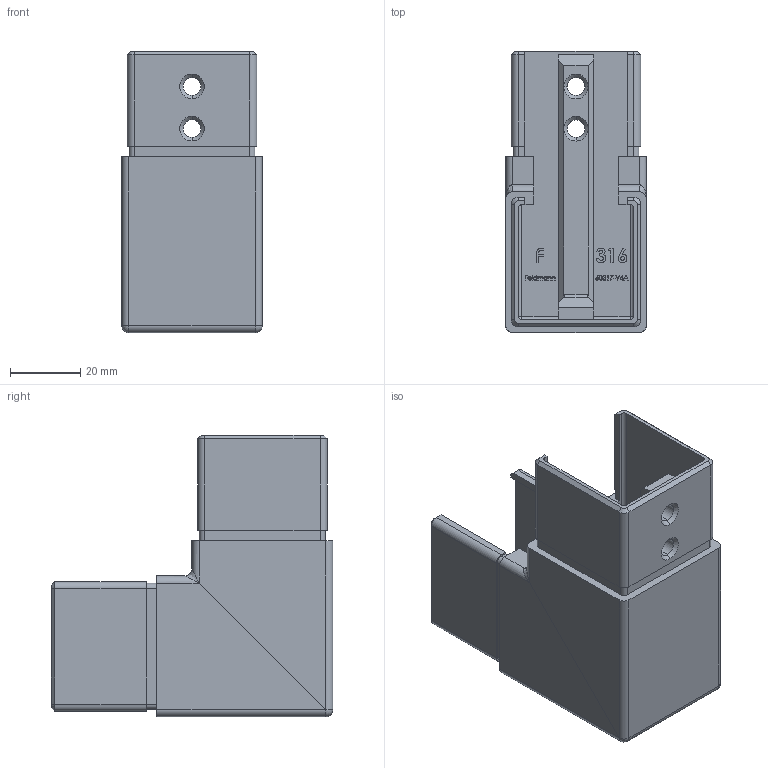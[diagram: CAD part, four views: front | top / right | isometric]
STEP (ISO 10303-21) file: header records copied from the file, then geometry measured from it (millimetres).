
FILE_DESCRIPTION (( 'STEP AP203' ), '1' );
FILE_NAME ('60317-V4A.step', '2020-11-26T09:29:47', ( '' ), ( '' ), 'SwSTEP 2.0', 'SolidWorks 2018', '' );
FILE_SCHEMA (( 'CONFIG_CONTROL_DESIGN' ));
Length unit declared in the file: millimetre
Products named in the file (2): 60317-V4A
Bounding box: 40 x 80 x 80 mm (x, y, z)
Volume: 49975.5 mm3; surface area: 32114.2 mm2
Topology: 1 solids, 1 shells, 435 faces, 1130 edges, 716 vertices
Faces by surface type: plane 256, bspline 105, cylinder 46, cone 24, sphere 4
Entity records: 18615 total; most frequent: CARTESIAN_POINT 8520, ORIENTED_EDGE 2248, DIRECTION 1694, EDGE_CURVE 1124, LINE 786, VECTOR 786, VERTEX_POINT 716, EDGE_LOOP 468
